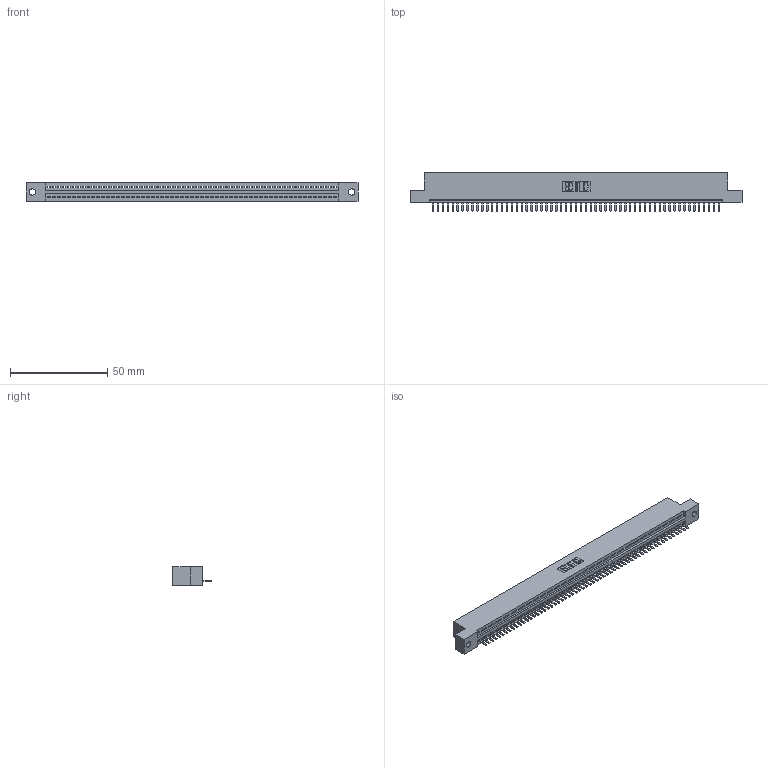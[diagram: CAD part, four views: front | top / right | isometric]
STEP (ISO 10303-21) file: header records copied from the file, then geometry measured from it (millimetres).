
FILE_DESCRIPTION (( 'STEP AP203' ), '1' );
FILE_NAME ('395-059-520-102.STEP', '2018-11-23T06:31:57', ( '' ), ( '' ), 'SwSTEP 2.0', 'SolidWorks 2016', '' );
FILE_SCHEMA (( 'CONFIG_CONTROL_DESIGN' ));
Length unit declared in the file: inch
Products named in the file (3): 345-292-001_345-293-120; 345 Part_Flush Mounting Lugs - 0.128 Dia; 395-059-520-102
Assembly tree (60 placements, depth 2):
  395-059-520-102
    345 Part_Flush Mounting Lugs - 0.128 Dia
    345-292-001_345-293-120  x59
Bounding box: 171.07 x 19.68 x 9.4 mm (x, y, z)
Volume: 16181.2 mm3; surface area: 20907.6 mm2
Topology: 60 solids, 60 shells, 3784 faces, 11197 edges, 7306 vertices
Faces by surface type: plane 2558, cylinder 1226
Entity records: 42233 total; most frequent: CARTESIAN_POINT 7333, ORIENTED_EDGE 7314, DIRECTION 6367, EDGE_CURVE 3657, VECTOR 3285, LINE 3285, VERTEX_POINT 2434, AXIS2_PLACEMENT_3D 1541
